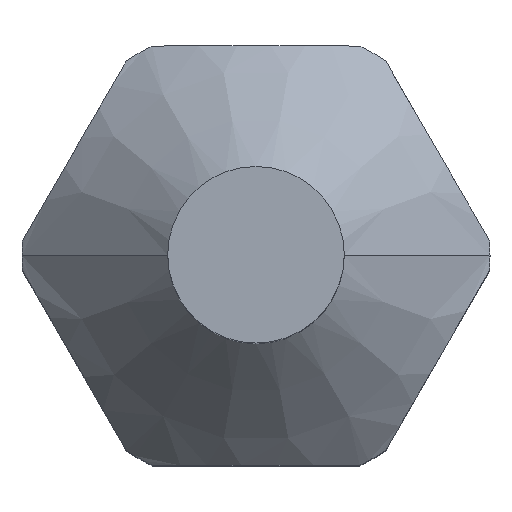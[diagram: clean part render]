
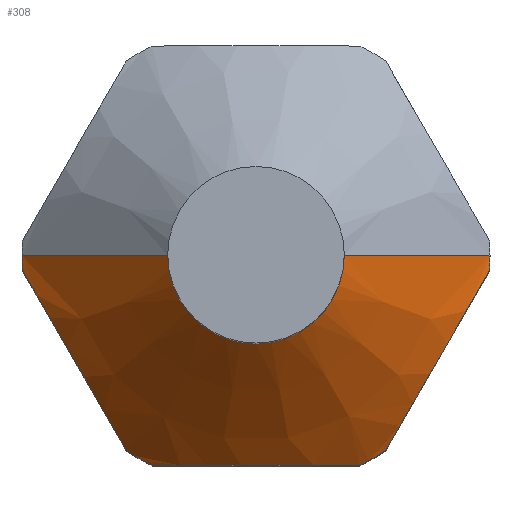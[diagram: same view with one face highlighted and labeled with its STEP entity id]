
A CAD part, top view. The second image highlights one B-rep face of the part: STEP entity #308.
In plain terms, the highlighted conical face has half-angle 45 degrees and reference radius 7.3 mm.
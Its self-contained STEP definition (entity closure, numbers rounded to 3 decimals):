
#250=EDGE_CURVE('',#286,#554,#639,.T.);
#260=EDGE_CURVE('',#446,#398,#650,.T.);
#268=EDGE_CURVE('',#408,#338,#659,.T.);
#286=VERTEX_POINT('',#678);
#290=EDGE_CURVE('',#286,#486,#682,.T.);
#296=EDGE_CURVE('',#362,#320,#689,.T.);
#308=ADVANCED_FACE('',(#701),#702,.T.);
#310=EDGE_CURVE('',#486,#320,#704,.T.);
#320=VERTEX_POINT('',#715);
#338=VERTEX_POINT('',#734);
#340=EDGE_CURVE('',#362,#338,#736,.T.);
#362=VERTEX_POINT('',#761);
#386=EDGE_CURVE('',#408,#398,#790,.T.);
#398=VERTEX_POINT('',#803);
#408=VERTEX_POINT('',#813);
#436=EDGE_CURVE('',#446,#438,#845,.T.);
#438=VERTEX_POINT('',#847);
#446=VERTEX_POINT('',#856);
#486=VERTEX_POINT('',#901);
#540=EDGE_CURVE('',#438,#554,#962,.T.);
#554=VERTEX_POINT('',#977);
#639=CIRCLE('',#1092,4.0);
#650=(B_SPLINE_CURVE(2,(#1115,#1116,#1117),.UNSPECIFIED.,.F.,.F.)B_SPLINE_CURVE_WITH_KNOTS((3,3),(0.0,9.658),.UNSPECIFIED.)RATIONAL_B_SPLINE_CURVE((1.0,1.116,1.0))BOUNDED_CURVE()REPRESENTATION_ITEM('')GEOMETRIC_REPRESENTATION_ITEM()CURVE());
#659=(B_SPLINE_CURVE(2,(#1134,#1135,#1136),.UNSPECIFIED.,.F.,.F.)B_SPLINE_CURVE_WITH_KNOTS((3,3),(0.0,9.658),.UNSPECIFIED.)RATIONAL_B_SPLINE_CURVE((1.0,1.116,1.0))BOUNDED_CURVE()REPRESENTATION_ITEM('')GEOMETRIC_REPRESENTATION_ITEM()CURVE());
#678=CARTESIAN_POINT('',(-4.0,0.,22.0));
#682=LINE('',#1180,#1181);
#689=(B_SPLINE_CURVE(2,(#1190,#1191,#1192),.UNSPECIFIED.,.F.,.F.)B_SPLINE_CURVE_WITH_KNOTS((3,3),(0.0,9.658),.UNSPECIFIED.)RATIONAL_B_SPLINE_CURVE((1.0,1.116,1.0))BOUNDED_CURVE()REPRESENTATION_ITEM('')GEOMETRIC_REPRESENTATION_ITEM()CURVE());
#701=FACE_OUTER_BOUND('',#1225,.T.);
#702=CONICAL_SURFACE('',#1226,7.3,0.785);
#704=CIRCLE('',#1229,10.6);
#715=CARTESIAN_POINT('',(-10.578,-0.678,15.4));
#734=CARTESIAN_POINT('',(-4.702,-9.5,15.4));
#736=CIRCLE('',#1289,10.6);
#761=CARTESIAN_POINT('',(-5.876,-8.822,15.4));
#790=CIRCLE('',#1360,10.6);
#803=CARTESIAN_POINT('',(5.876,-8.822,15.4));
#813=CARTESIAN_POINT('',(4.702,-9.5,15.4));
#845=CIRCLE('',#1438,10.6);
#847=CARTESIAN_POINT('',(10.6,0.,15.4));
#856=CARTESIAN_POINT('',(10.578,-0.678,15.4));
#901=CARTESIAN_POINT('',(-10.6,0.,15.4));
#962=LINE('',#1631,#1632);
#977=CARTESIAN_POINT('',(4.0,0.,22.0));
#1092=AXIS2_PLACEMENT_3D('',#1757,#1758,#1759);
#1115=CARTESIAN_POINT('',(10.578,-0.678,15.4));
#1116=CARTESIAN_POINT('',(8.227,-4.75,17.486));
#1117=CARTESIAN_POINT('',(5.876,-8.822,15.4));
#1134=CARTESIAN_POINT('',(4.702,-9.5,15.4));
#1135=CARTESIAN_POINT('',(0.,-9.5,17.486));
#1136=CARTESIAN_POINT('',(-4.702,-9.5,15.4));
#1180=CARTESIAN_POINT('',(-7.3,0.,18.7));
#1181=VECTOR('',#1791,1.0);
#1190=CARTESIAN_POINT('',(-5.876,-8.822,15.4));
#1191=CARTESIAN_POINT('',(-8.227,-4.75,17.486));
#1192=CARTESIAN_POINT('',(-10.578,-0.678,15.4));
#1225=EDGE_LOOP('',(#1808,#1809,#1810,#1811,#1812,#1813,#1814,#1815,#1816,#1817));
#1226=AXIS2_PLACEMENT_3D('',#1818,#1819,#1820);
#1229=AXIS2_PLACEMENT_3D('',#1821,#1822,#1823);
#1289=AXIS2_PLACEMENT_3D('',#1851,#1852,#1853);
#1360=AXIS2_PLACEMENT_3D('',#1947,#1948,#1949);
#1438=AXIS2_PLACEMENT_3D('',#2010,#2011,#2012);
#1631=CARTESIAN_POINT('',(7.3,0.,18.7));
#1632=VECTOR('',#2134,1.0);
#1757=CARTESIAN_POINT('',(0.,0.,22.0));
#1758=DIRECTION('',(0.,0.,1.0));
#1759=DIRECTION('',(-1.0,0.,0.0));
#1791=DIRECTION('',(-0.707,0.,-0.707));
#1808=ORIENTED_EDGE('',*,*,#290,.T.);
#1809=ORIENTED_EDGE('',*,*,#310,.T.);
#1810=ORIENTED_EDGE('',*,*,#296,.F.);
#1811=ORIENTED_EDGE('',*,*,#340,.T.);
#1812=ORIENTED_EDGE('',*,*,#268,.F.);
#1813=ORIENTED_EDGE('',*,*,#386,.T.);
#1814=ORIENTED_EDGE('',*,*,#260,.F.);
#1815=ORIENTED_EDGE('',*,*,#436,.T.);
#1816=ORIENTED_EDGE('',*,*,#540,.T.);
#1817=ORIENTED_EDGE('',*,*,#250,.F.);
#1818=CARTESIAN_POINT('',(0.,0.,18.7));
#1819=DIRECTION('',(0.,0.,-1.0));
#1820=DIRECTION('',(-1.0,0.,0.));
#1821=CARTESIAN_POINT('',(0.,0.,15.4));
#1822=DIRECTION('',(0.,0.,1.0));
#1823=DIRECTION('',(-1.0,0.,0.));
#1851=CARTESIAN_POINT('',(0.,0.,15.4));
#1852=DIRECTION('',(0.,0.,1.0));
#1853=DIRECTION('',(-1.0,0.,0.));
#1947=CARTESIAN_POINT('',(0.,0.,15.4));
#1948=DIRECTION('',(0.,0.,1.0));
#1949=DIRECTION('',(-1.0,0.,0.));
#2010=CARTESIAN_POINT('',(0.,0.,15.4));
#2011=DIRECTION('',(0.,0.,1.0));
#2012=DIRECTION('',(-1.0,0.,0.));
#2134=DIRECTION('',(-0.707,0.,0.707));
